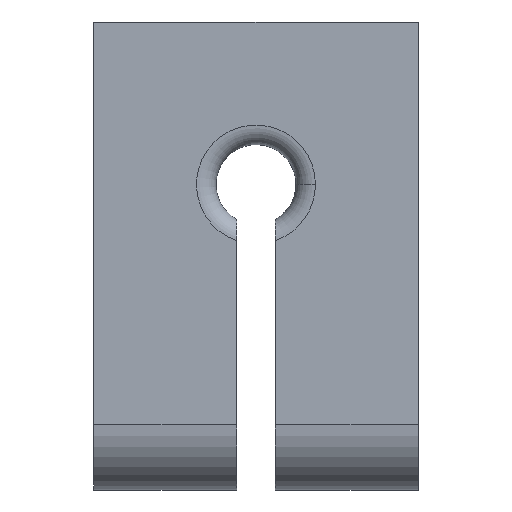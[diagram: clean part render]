
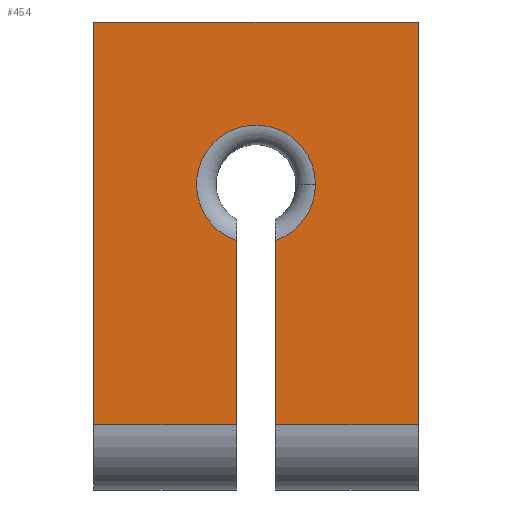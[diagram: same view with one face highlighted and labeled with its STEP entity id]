
A CAD part, top view. The second image highlights one B-rep face of the part: STEP entity #454.
In plain terms, the highlighted planar face has unit normal (0, 0, 1).
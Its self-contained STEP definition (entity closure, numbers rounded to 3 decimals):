
#188 = VERTEX_POINT('',#189);
#189 = CARTESIAN_POINT('',(-1.5,-18.5,10.));
#207 = VERTEX_POINT('',#208);
#208 = CARTESIAN_POINT('',(-1.5,-4.322,10.));
#238 = EDGE_CURVE('',#207,#188,#239,.T.);
#239 = LINE('',#240,#241);
#240 = CARTESIAN_POINT('',(-1.5,-12.5,10.));
#241 = VECTOR('',#242,1.);
#242 = DIRECTION('',(0.,-1.,0.));
#264 = VERTEX_POINT('',#265);
#265 = CARTESIAN_POINT('',(4.575,0.,10.));
#272 = EDGE_CURVE('',#264,#207,#273,.T.);
#273 = CIRCLE('',#274,4.575);
#274 = AXIS2_PLACEMENT_3D('',#275,#276,#277);
#275 = CARTESIAN_POINT('',(0.,0.,10.));
#276 = DIRECTION('',(-0.,0.,1.));
#277 = DIRECTION('',(1.,0.,0.));
#289 = EDGE_CURVE('',#290,#264,#292,.T.);
#290 = VERTEX_POINT('',#291);
#291 = CARTESIAN_POINT('',(1.5,-4.322,10.));
#292 = CIRCLE('',#293,4.575);
#293 = AXIS2_PLACEMENT_3D('',#294,#295,#296);
#294 = CARTESIAN_POINT('',(0.,0.,10.));
#295 = DIRECTION('',(-0.,0.,1.));
#296 = DIRECTION('',(1.,0.,0.));
#349 = VERTEX_POINT('',#350);
#350 = CARTESIAN_POINT('',(1.5,-18.5,10.));
#357 = EDGE_CURVE('',#290,#349,#358,.T.);
#358 = LINE('',#359,#360);
#359 = CARTESIAN_POINT('',(1.5,-12.5,10.));
#360 = VECTOR('',#361,1.);
#361 = DIRECTION('',(0.,-1.,0.));
#434 = EDGE_CURVE('',#188,#435,#437,.T.);
#435 = VERTEX_POINT('',#436);
#436 = CARTESIAN_POINT('',(-12.5,-18.5,10.));
#437 = LINE('',#438,#439);
#438 = CARTESIAN_POINT('',(-1.5,-18.5,10.));
#439 = VECTOR('',#440,1.);
#440 = DIRECTION('',(-1.,-0.,-0.));
#454 = ADVANCED_FACE('',(#455),#492,.T.);
#455 = FACE_BOUND('',#456,.T.);
#456 = EDGE_LOOP('',(#457,#458,#459,#467,#475,#483,#489,#490,#491));
#457 = ORIENTED_EDGE('',*,*,#289,.F.);
#458 = ORIENTED_EDGE('',*,*,#357,.T.);
#459 = ORIENTED_EDGE('',*,*,#460,.T.);
#460 = EDGE_CURVE('',#349,#461,#463,.T.);
#461 = VERTEX_POINT('',#462);
#462 = CARTESIAN_POINT('',(12.5,-18.5,10.));
#463 = LINE('',#464,#465);
#464 = CARTESIAN_POINT('',(1.5,-18.5,10.));
#465 = VECTOR('',#466,1.);
#466 = DIRECTION('',(1.,0.,0.));
#467 = ORIENTED_EDGE('',*,*,#468,.T.);
#468 = EDGE_CURVE('',#461,#469,#471,.T.);
#469 = VERTEX_POINT('',#470);
#470 = CARTESIAN_POINT('',(12.5,12.5,10.));
#471 = LINE('',#472,#473);
#472 = CARTESIAN_POINT('',(12.5,0.,10.));
#473 = VECTOR('',#474,1.);
#474 = DIRECTION('',(0.,1.,0.));
#475 = ORIENTED_EDGE('',*,*,#476,.T.);
#476 = EDGE_CURVE('',#469,#477,#479,.T.);
#477 = VERTEX_POINT('',#478);
#478 = CARTESIAN_POINT('',(-12.5,12.5,10.));
#479 = LINE('',#480,#481);
#480 = CARTESIAN_POINT('',(12.5,12.5,10.));
#481 = VECTOR('',#482,1.);
#482 = DIRECTION('',(-1.,0.,0.));
#483 = ORIENTED_EDGE('',*,*,#484,.T.);
#484 = EDGE_CURVE('',#477,#435,#485,.T.);
#485 = LINE('',#486,#487);
#486 = CARTESIAN_POINT('',(-12.5,12.5,10.));
#487 = VECTOR('',#488,1.);
#488 = DIRECTION('',(0.,-1.,0.));
#489 = ORIENTED_EDGE('',*,*,#434,.F.);
#490 = ORIENTED_EDGE('',*,*,#238,.F.);
#491 = ORIENTED_EDGE('',*,*,#272,.F.);
#492 = PLANE('',#493);
#493 = AXIS2_PLACEMENT_3D('',#494,#495,#496);
#494 = CARTESIAN_POINT('',(0.,-3.938,10.));
#495 = DIRECTION('',(0.,0.,1.));
#496 = DIRECTION('',(1.,0.,0.));
